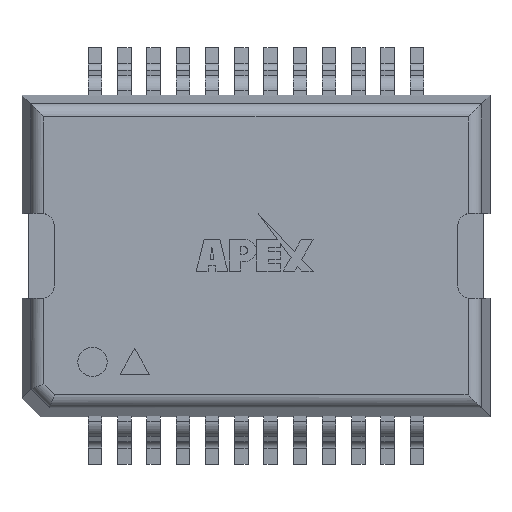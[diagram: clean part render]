
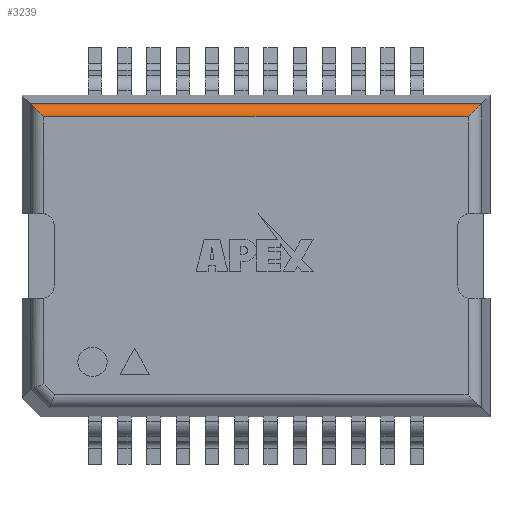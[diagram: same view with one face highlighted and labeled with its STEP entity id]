
A CAD part, top view. The second image highlights one B-rep face of the part: STEP entity #3239.
In plain terms, the highlighted cylindrical face has radius 0.46 mm (diameter 0.92 mm), a partial arc.
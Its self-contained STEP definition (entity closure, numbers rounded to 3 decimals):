
#1662=CARTESIAN_POINT('',(7.248,4.748,3.35));
#1663=VERTEX_POINT('',#1662);
#1672=CARTESIAN_POINT('',(-7.248,4.748,3.35));
#1673=VERTEX_POINT('',#1672);
#1674=CARTESIAN_POINT('',(-7.248,4.748,3.35));
#1675=DIRECTION('',(1.0,0.0,0.0));
#1676=VECTOR('',#1675,14.496);
#1677=LINE('',#1674,#1676);
#1678=EDGE_CURVE('',#1673,#1663,#1677,.T.);
#3197=CARTESIAN_POINT('',(-7.694,5.194,3.001));
#3198=VERTEX_POINT('',#3197);
#3199=CARTESIAN_POINT('',(-7.248,4.748,2.89));
#3200=DIRECTION('',(-0.707,-0.707,0.));
#3201=DIRECTION('',(0.707,-0.707,0.));
#3202=AXIS2_PLACEMENT_3D('',#3199,#3200,#3201);
#3203=ELLIPSE('',#3202,0.651,0.46);
#3204=EDGE_CURVE('',#1673,#3198,#3203,.T.);
#3215=CARTESIAN_POINT('',(-4.,4.748,2.89));
#3216=DIRECTION('',(1.0,0.,0.));
#3217=DIRECTION('',(0.0,0.616,0.788));
#3218=AXIS2_PLACEMENT_3D('',#3215,#3216,#3217);
#3219=CYLINDRICAL_SURFACE('',#3218,0.46);
#3220=ORIENTED_EDGE('',*,*,#1678,.T.);
#3221=CARTESIAN_POINT('',(7.694,5.194,3.001));
#3222=VERTEX_POINT('',#3221);
#3223=CARTESIAN_POINT('',(7.248,4.748,2.89));
#3224=DIRECTION('',(-0.707,0.707,0.));
#3225=DIRECTION('',(-0.707,-0.707,0.));
#3226=AXIS2_PLACEMENT_3D('',#3223,#3224,#3225);
#3227=ELLIPSE('',#3226,0.651,0.46);
#3228=EDGE_CURVE('',#1663,#3222,#3227,.T.);
#3229=ORIENTED_EDGE('',*,*,#3228,.T.);
#3230=CARTESIAN_POINT('',(7.694,5.194,3.001));
#3231=DIRECTION('',(-1.0,0.0,0.0));
#3232=VECTOR('',#3231,15.389);
#3233=LINE('',#3230,#3232);
#3234=EDGE_CURVE('',#3222,#3198,#3233,.T.);
#3235=ORIENTED_EDGE('',*,*,#3234,.T.);
#3236=ORIENTED_EDGE('',*,*,#3204,.F.);
#3237=EDGE_LOOP('',(#3220,#3229,#3235,#3236));
#3238=FACE_OUTER_BOUND('',#3237,.T.);
#3239=ADVANCED_FACE('',(#3238),#3219,.T.);
